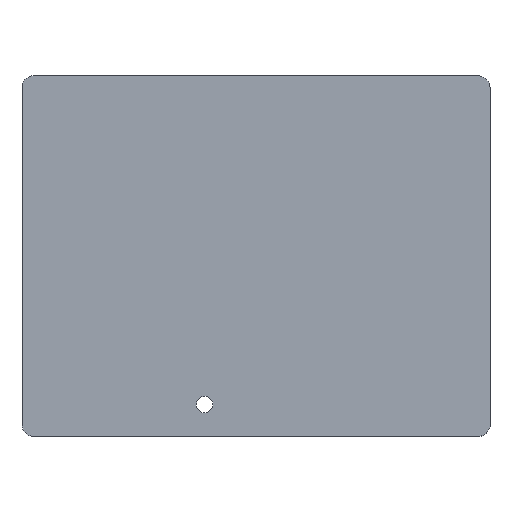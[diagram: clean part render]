
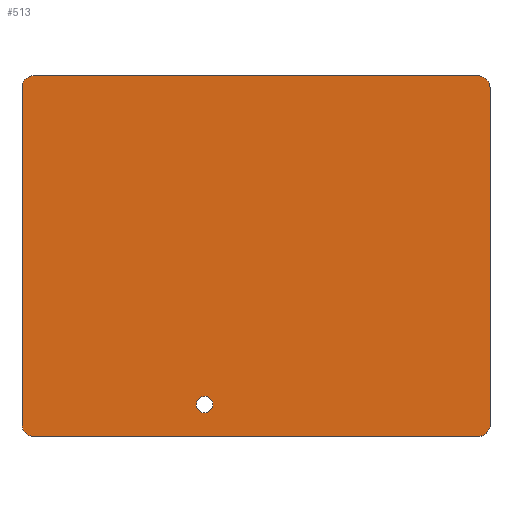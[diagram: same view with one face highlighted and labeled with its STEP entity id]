
A CAD part, top view. The second image highlights one B-rep face of the part: STEP entity #513.
In plain terms, the highlighted planar face has unit normal (0, 0, 1).
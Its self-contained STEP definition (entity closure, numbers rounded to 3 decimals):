
#60=CARTESIAN_POINT('',(-67.417,-38.647,-2.778));
#61=VERTEX_POINT('',#60);
#62=CARTESIAN_POINT('',(-65.051,-41.278,-2.778));
#63=VERTEX_POINT('',#62);
#64=CARTESIAN_POINT('',(-64.629,-38.52,-2.778));
#65=DIRECTION('',(0.,0.,1.));
#66=DIRECTION('',(1.,0.,-0.));
#67=AXIS2_PLACEMENT_3D('',#64,#65,#66);
#68=CIRCLE('',#67,2.791);
#69=EDGE_CURVE('',#61,#63,#68,.T.);
#102=CARTESIAN_POINT('',(-67.417,-38.649,-2.778));
#103=VERTEX_POINT('',#102);
#104=CARTESIAN_POINT('',(-67.417,-38.649,-2.778));
#105=DIRECTION('',(0.,1.,0.));
#106=VECTOR('',#105,0.002);
#107=LINE('',#104,#106);
#108=EDGE_CURVE('',#103,#61,#107,.T.);
#133=CARTESIAN_POINT('',(-67.419,-38.649,-2.778));
#134=VERTEX_POINT('',#133);
#135=CARTESIAN_POINT('',(-67.417,-38.649,-2.778));
#136=DIRECTION('',(-1.,0.,0.));
#137=VECTOR('',#136,0.002);
#138=LINE('',#135,#137);
#139=EDGE_CURVE('',#103,#134,#138,.T.);
#164=CARTESIAN_POINT('',(-67.419,38.475,-2.778));
#165=VERTEX_POINT('',#164);
#166=CARTESIAN_POINT('',(-67.419,-38.649,-2.778));
#167=DIRECTION('',(0.,1.,0.));
#168=VECTOR('',#167,77.124);
#169=LINE('',#166,#168);
#170=EDGE_CURVE('',#134,#165,#169,.T.);
#195=CARTESIAN_POINT('',(-67.416,38.475,-2.778));
#196=VERTEX_POINT('',#195);
#197=CARTESIAN_POINT('',(-67.419,38.475,-2.778));
#198=DIRECTION('',(1.,0.,-0.));
#199=VECTOR('',#198,0.003);
#200=LINE('',#197,#199);
#201=EDGE_CURVE('',#165,#196,#200,.T.);
#226=CARTESIAN_POINT('',(-64.65,41.278,-2.778));
#227=VERTEX_POINT('',#226);
#228=CARTESIAN_POINT('',(-64.613,38.476,-2.778));
#229=DIRECTION('',(0.,0.,1.));
#230=DIRECTION('',(1.,0.,-0.));
#231=AXIS2_PLACEMENT_3D('',#228,#229,#230);
#232=CIRCLE('',#231,2.803);
#233=EDGE_CURVE('',#227,#196,#232,.T.);
#259=CARTESIAN_POINT('',(36.762,41.278,-2.778));
#260=VERTEX_POINT('',#259);
#261=CARTESIAN_POINT('',(-64.65,41.278,-2.778));
#262=DIRECTION('',(1.,0.,-0.));
#263=VECTOR('',#262,101.412);
#264=LINE('',#261,#263);
#265=EDGE_CURVE('',#227,#260,#264,.T.);
#290=CARTESIAN_POINT('',(36.761,41.278,-2.778));
#291=VERTEX_POINT('',#290);
#292=CARTESIAN_POINT('',(36.762,41.278,-2.778));
#293=DIRECTION('',(-0.707,-0.707,-0.));
#294=VECTOR('',#293,0.001);
#295=LINE('',#292,#294);
#296=EDGE_CURVE('',#260,#291,#295,.T.);
#321=CARTESIAN_POINT('',(39.638,38.518,-2.778));
#322=VERTEX_POINT('',#321);
#323=CARTESIAN_POINT('',(36.694,38.329,-2.778));
#324=DIRECTION('',(0.,0.,1.));
#325=DIRECTION('',(1.,0.,-0.));
#326=AXIS2_PLACEMENT_3D('',#323,#324,#325);
#327=CIRCLE('',#326,2.95);
#328=EDGE_CURVE('',#322,#291,#327,.T.);
#354=CARTESIAN_POINT('',(39.638,-38.933,-2.778));
#355=VERTEX_POINT('',#354);
#356=CARTESIAN_POINT('',(39.638,38.518,-2.778));
#357=DIRECTION('',(0.,-1.,0.));
#358=VECTOR('',#357,77.451);
#359=LINE('',#356,#358);
#360=EDGE_CURVE('',#322,#355,#359,.T.);
#385=CARTESIAN_POINT('',(37.266,-41.278,-2.778));
#386=VERTEX_POINT('',#385);
#387=CARTESIAN_POINT('',(36.83,-38.465,-2.778));
#388=DIRECTION('',(0.,0.,1.));
#389=DIRECTION('',(1.,0.,-0.));
#390=AXIS2_PLACEMENT_3D('',#387,#388,#389);
#391=CIRCLE('',#390,2.846);
#392=EDGE_CURVE('',#386,#355,#391,.T.);
#418=CARTESIAN_POINT('',(-23.75,-34.,-2.778));
#419=VERTEX_POINT('',#418);
#428=CARTESIAN_POINT('',(-25.65,-34.,-2.778));
#429=DIRECTION('',(0.,0.,1.));
#430=DIRECTION('',(1.,0.,-0.));
#431=AXIS2_PLACEMENT_3D('',#428,#429,#430);
#432=CIRCLE('',#431,1.9);
#433=EDGE_CURVE('',#419,#419,#432,.T.);
#451=CARTESIAN_POINT('',(37.266,-41.278,-2.778));
#452=DIRECTION('',(-1.,0.,0.));
#453=VECTOR('',#452,102.317);
#454=LINE('',#451,#453);
#455=EDGE_CURVE('',#386,#63,#454,.T.);
#491=CARTESIAN_POINT('',(-13.891,0.,-2.778));
#492=DIRECTION('',(0.,0.,1.));
#493=DIRECTION('',(1.,0.,0.));
#494=AXIS2_PLACEMENT_3D('',#491,#492,#493);
#495=PLANE('',#494);
#496=ORIENTED_EDGE('',*,*,#433,.F.);
#497=EDGE_LOOP('',(#496));
#498=FACE_BOUND('',#497,.T.);
#499=ORIENTED_EDGE('',*,*,#69,.T.);
#500=ORIENTED_EDGE('',*,*,#455,.F.);
#501=ORIENTED_EDGE('',*,*,#392,.T.);
#502=ORIENTED_EDGE('',*,*,#360,.F.);
#503=ORIENTED_EDGE('',*,*,#328,.T.);
#504=ORIENTED_EDGE('',*,*,#296,.F.);
#505=ORIENTED_EDGE('',*,*,#265,.F.);
#506=ORIENTED_EDGE('',*,*,#233,.T.);
#507=ORIENTED_EDGE('',*,*,#201,.F.);
#508=ORIENTED_EDGE('',*,*,#170,.F.);
#509=ORIENTED_EDGE('',*,*,#139,.F.);
#510=ORIENTED_EDGE('',*,*,#108,.T.);
#511=EDGE_LOOP('',(#499,#500,#501,#502,#503,#504,#505,#506,#507,#508,#509,#510));
#512=FACE_BOUND('',#511,.T.);
#513=ADVANCED_FACE('',(#498,#512),#495,.T.);
